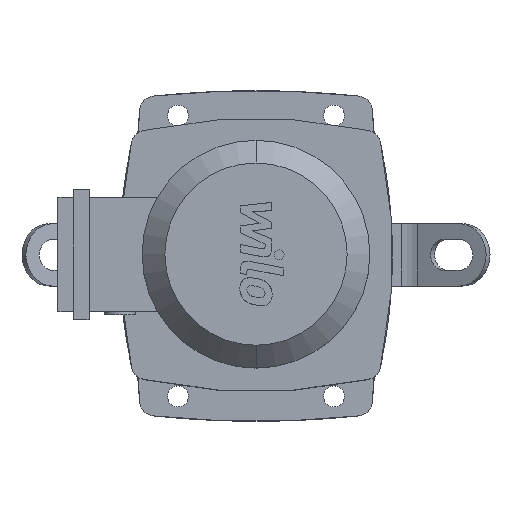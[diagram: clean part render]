
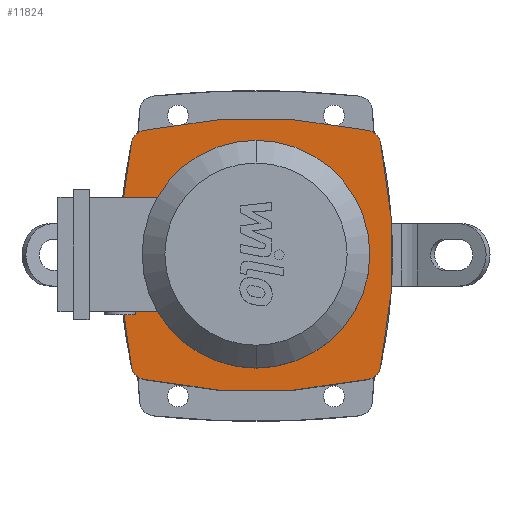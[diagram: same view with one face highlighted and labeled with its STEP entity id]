
A CAD part, top view. The second image highlights one B-rep face of the part: STEP entity #11824.
In plain terms, the highlighted planar face has unit normal (0, 0, 1).
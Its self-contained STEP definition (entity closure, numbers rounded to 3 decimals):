
#7058=CARTESIAN_POINT('',(-60.0,0.0,416.0));
#7059=VERTEX_POINT('',#7058);
#7075=CARTESIAN_POINT('',(60.0,0.,416.0));
#7076=VERTEX_POINT('',#7075);
#7083=CARTESIAN_POINT('',(0.0,0.0,416.0));
#7084=DIRECTION('',(0.0,0.0,-1.0));
#7085=DIRECTION('',(-1.0,0.0,0.0));
#7086=AXIS2_PLACEMENT_3D('',#7083,#7084,#7085);
#7087=CIRCLE('',#7086,60.0);
#7088=EDGE_CURVE('',#7059,#7076,#7087,.T.);
#7109=CARTESIAN_POINT('',(-72.117,-79.771,416.0));
#7110=VERTEX_POINT('',#7109);
#7117=CARTESIAN_POINT('',(-79.771,-72.117,416.0));
#7118=VERTEX_POINT('',#7117);
#7119=CARTESIAN_POINT('',(-69.998,-69.998,416.0));
#7120=DIRECTION('',(0.0,0.0,-1.0));
#7121=DIRECTION('',(-0.707,-0.707,0.0));
#7122=AXIS2_PLACEMENT_3D('',#7119,#7120,#7121);
#7123=CIRCLE('',#7122,10.0);
#7124=EDGE_CURVE('',#7110,#7118,#7123,.T.);
#7150=CARTESIAN_POINT('',(72.117,-79.771,416.0));
#7151=VERTEX_POINT('',#7150);
#7158=CARTESIAN_POINT('',(0.,252.813,416.0));
#7159=DIRECTION('',(0.0,0.0,1.));
#7160=DIRECTION('',(0.23,0.973,0.0));
#7161=AXIS2_PLACEMENT_3D('',#7158,#7159,#7160);
#7162=CIRCLE('',#7161,340.313);
#7163=EDGE_CURVE('',#7110,#7151,#7162,.T.);
#7182=CARTESIAN_POINT('',(79.771,-72.117,416.0));
#7183=VERTEX_POINT('',#7182);
#7190=CARTESIAN_POINT('',(69.998,-69.998,416.0));
#7191=DIRECTION('',(0.0,0.0,-1.0));
#7192=DIRECTION('',(0.707,-0.707,0.0));
#7193=AXIS2_PLACEMENT_3D('',#7190,#7191,#7192);
#7194=CIRCLE('',#7193,10.);
#7195=EDGE_CURVE('',#7183,#7151,#7194,.T.);
#7225=CARTESIAN_POINT('',(79.771,72.117,416.0));
#7226=VERTEX_POINT('',#7225);
#7233=CARTESIAN_POINT('',(-252.813,0.0,416.0));
#7234=DIRECTION('',(0.0,0.0,1.));
#7235=DIRECTION('',(-0.973,0.23,0.0));
#7236=AXIS2_PLACEMENT_3D('',#7233,#7234,#7235);
#7237=CIRCLE('',#7236,340.312);
#7238=EDGE_CURVE('',#7183,#7226,#7237,.T.);
#7284=CARTESIAN_POINT('',(-79.771,72.117,416.0));
#7285=VERTEX_POINT('',#7284);
#7292=CARTESIAN_POINT('',(-72.117,79.771,416.0));
#7293=VERTEX_POINT('',#7292);
#7294=CARTESIAN_POINT('',(-69.998,69.998,416.0));
#7295=DIRECTION('',(0.0,0.0,-1.0));
#7296=DIRECTION('',(-0.707,0.707,0.0));
#7297=AXIS2_PLACEMENT_3D('',#7294,#7295,#7296);
#7298=CIRCLE('',#7297,10.0);
#7299=EDGE_CURVE('',#7285,#7293,#7298,.T.);
#7333=CARTESIAN_POINT('',(252.813,0.0,416.0));
#7334=DIRECTION('',(0.0,0.0,1.0));
#7335=DIRECTION('',(0.973,-0.23,0.0));
#7336=AXIS2_PLACEMENT_3D('',#7333,#7334,#7335);
#7337=CIRCLE('',#7336,340.312);
#7338=EDGE_CURVE('',#7285,#7118,#7337,.T.);
#7382=CARTESIAN_POINT('',(72.117,79.771,416.0));
#7383=VERTEX_POINT('',#7382);
#7390=CARTESIAN_POINT('',(69.998,69.998,416.0));
#7391=DIRECTION('',(0.0,0.0,-1.0));
#7392=DIRECTION('',(0.707,0.707,0.0));
#7393=AXIS2_PLACEMENT_3D('',#7390,#7391,#7392);
#7394=CIRCLE('',#7393,10.0);
#7395=EDGE_CURVE('',#7383,#7226,#7394,.T.);
#7753=CARTESIAN_POINT('',(0.0,-252.813,416.0));
#7754=DIRECTION('',(0.0,0.0,1.0));
#7755=DIRECTION('',(-0.23,-0.973,0.0));
#7756=AXIS2_PLACEMENT_3D('',#7753,#7754,#7755);
#7757=CIRCLE('',#7756,340.312);
#7758=EDGE_CURVE('',#7383,#7293,#7757,.T.);
#11575=CARTESIAN_POINT('',(0.0,0.0,416.0));
#11576=DIRECTION('',(0.0,0.0,-1.0));
#11577=DIRECTION('',(-1.0,0.0,0.0));
#11578=AXIS2_PLACEMENT_3D('',#11575,#11576,#11577);
#11579=CIRCLE('',#11578,60.0);
#11580=EDGE_CURVE('',#7076,#7059,#11579,.T.);
#11805=CARTESIAN_POINT('',(-85.862,-38.989,416.0));
#11806=DIRECTION('',(0.0,0.0,1.0));
#11807=DIRECTION('',(1.0,0.0,0.0));
#11808=AXIS2_PLACEMENT_3D('',#11805,#11806,#11807);
#11809=PLANE('',#11808);
#11810=ORIENTED_EDGE('',*,*,#7124,.F.);
#11811=ORIENTED_EDGE('',*,*,#7163,.T.);
#11812=ORIENTED_EDGE('',*,*,#7195,.F.);
#11813=ORIENTED_EDGE('',*,*,#7238,.T.);
#11814=ORIENTED_EDGE('',*,*,#7395,.F.);
#11815=ORIENTED_EDGE('',*,*,#7758,.T.);
#11816=ORIENTED_EDGE('',*,*,#7299,.F.);
#11817=ORIENTED_EDGE('',*,*,#7338,.T.);
#11818=EDGE_LOOP('',(#11810,#11811,#11812,#11813,#11814,#11815,#11816,#11817));
#11819=FACE_OUTER_BOUND('',#11818,.T.);
#11820=ORIENTED_EDGE('',*,*,#11580,.T.);
#11821=ORIENTED_EDGE('',*,*,#7088,.T.);
#11822=EDGE_LOOP('',(#11820,#11821));
#11823=FACE_BOUND('',#11822,.T.);
#11824=ADVANCED_FACE('',(#11819,#11823),#11809,.T.);
